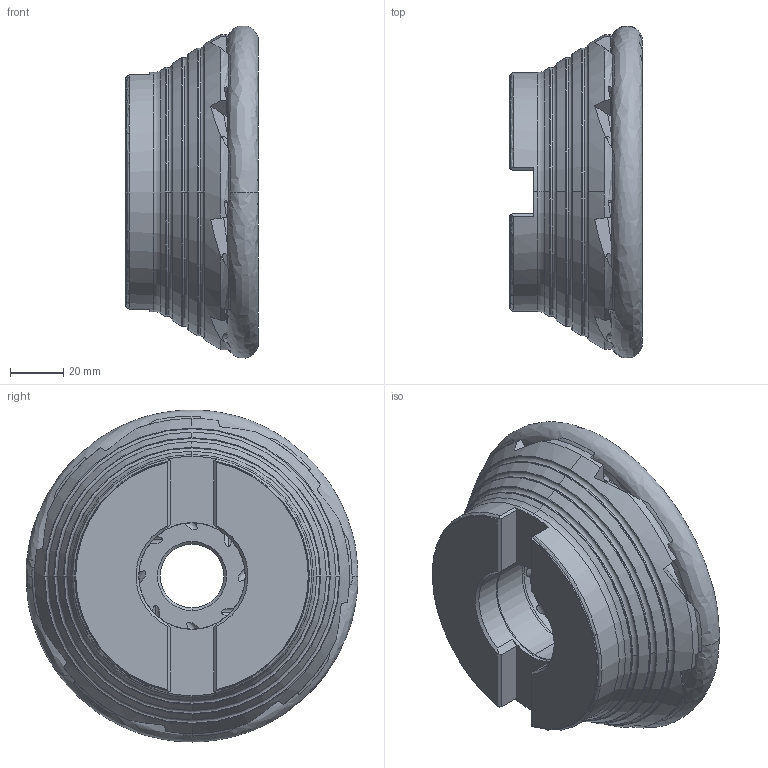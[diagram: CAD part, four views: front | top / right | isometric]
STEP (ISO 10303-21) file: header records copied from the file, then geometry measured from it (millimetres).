
FILE_DESCRIPTION (( 'STEP AP214' ), '1' );
FILE_NAME ('00RN_125_124_8.STEP', '2016-09-01T13:51:35', ( '' ), ( '' ), 'SwSTEP 2.0', 'SolidWorks 2016', '' );
FILE_SCHEMA (( 'AUTOMOTIVE_DESIGN' ));
Length unit declared in the file: millimetre
Products named in the file (1): 00RN_125_124_8
Bounding box: 50 x 124.95 x 124.95 mm (x, y, z)
Volume: 352433.8 mm3; surface area: 47709 mm2
Topology: 1 solids, 1 shells, 224 faces, 724 edges, 470 vertices
Faces by surface type: plane 86, cylinder 75, torus 39, cone 20, bspline 4
Entity records: 11371 total; most frequent: CARTESIAN_POINT 5361, ORIENTED_EDGE 1448, DIRECTION 1087, EDGE_CURVE 724, VERTEX_POINT 470, AXIS2_PLACEMENT_3D 440, EDGE_LOOP 226, ADVANCED_FACE 224
